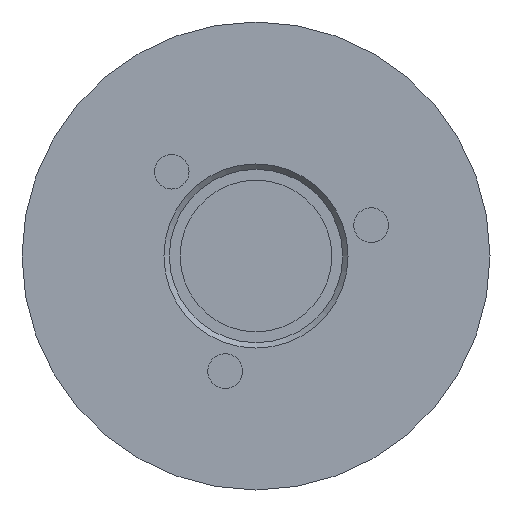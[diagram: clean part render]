
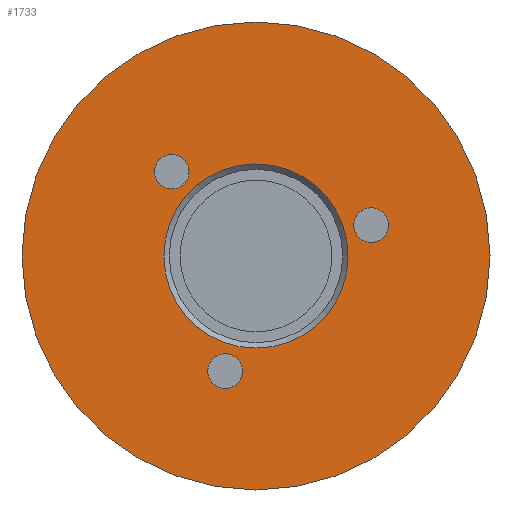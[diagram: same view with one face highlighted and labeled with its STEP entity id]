
A CAD part, left-side view. The second image highlights one B-rep face of the part: STEP entity #1733.
In plain terms, the highlighted planar face has unit normal (-1, 0, 0).
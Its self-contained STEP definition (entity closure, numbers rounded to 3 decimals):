
#288=FACE_BOUND('',#534,.T.);
#289=FACE_BOUND('',#535,.T.);
#290=FACE_BOUND('',#536,.T.);
#291=FACE_BOUND('',#537,.T.);
#388=FACE_OUTER_BOUND('',#533,.T.);
#533=EDGE_LOOP('',(#1219));
#534=EDGE_LOOP('',(#1220));
#535=EDGE_LOOP('',(#1221));
#536=EDGE_LOOP('',(#1222));
#537=EDGE_LOOP('',(#1223));
#702=CIRCLE('',#1841,1.6);
#706=CIRCLE('',#1848,1.6);
#710=CIRCLE('',#1855,1.6);
#724=CIRCLE('',#1886,8.5);
#726=CIRCLE('',#1890,21.6);
#794=VERTEX_POINT('',#2595);
#800=VERTEX_POINT('',#2637);
#806=VERTEX_POINT('',#2679);
#826=VERTEX_POINT('',#2878);
#828=VERTEX_POINT('',#2884);
#958=EDGE_CURVE('',#794,#794,#702,.T.);
#964=EDGE_CURVE('',#800,#800,#706,.T.);
#970=EDGE_CURVE('',#806,#806,#710,.T.);
#992=EDGE_CURVE('',#826,#826,#724,.T.);
#994=EDGE_CURVE('',#828,#828,#726,.T.);
#1219=ORIENTED_EDGE('',*,*,#994,.T.);
#1220=ORIENTED_EDGE('',*,*,#958,.T.);
#1221=ORIENTED_EDGE('',*,*,#964,.T.);
#1222=ORIENTED_EDGE('',*,*,#970,.T.);
#1223=ORIENTED_EDGE('',*,*,#992,.F.);
#1558=PLANE('',#1889);
#1733=ADVANCED_FACE('',(#388,#288,#289,#290,#291),#1558,.T.);
#1841=AXIS2_PLACEMENT_3D('',#2596,#2077,#2078);
#1848=AXIS2_PLACEMENT_3D('',#2638,#2091,#2092);
#1855=AXIS2_PLACEMENT_3D('',#2680,#2105,#2106);
#1886=AXIS2_PLACEMENT_3D('',#2879,#2167,#2168);
#1889=AXIS2_PLACEMENT_3D('',#2883,#2173,#2174);
#1890=AXIS2_PLACEMENT_3D('',#2885,#2175,#2176);
#2077=DIRECTION('center_axis',(1.,0.,0.));
#2078=DIRECTION('ref_axis',(0.,1.,0.));
#2091=DIRECTION('center_axis',(1.,0.,0.));
#2092=DIRECTION('ref_axis',(0.,1.,0.));
#2105=DIRECTION('center_axis',(1.,0.,0.));
#2106=DIRECTION('ref_axis',(0.,1.,0.));
#2167=DIRECTION('center_axis',(-1.,0.,0.));
#2168=DIRECTION('ref_axis',(0.,0.,
-1.));
#2173=DIRECTION('center_axis',(-1.,0.,0.));
#2174=DIRECTION('ref_axis',(0.,0.,1.));
#2175=DIRECTION('center_axis',(-1.,0.,0.));
#2176=DIRECTION('ref_axis',(0.,1.,0.));
#2595=CARTESIAN_POINT('',(-57.012,-0.927,-10.625));
#2596=CARTESIAN_POINT('Origin',(-57.012,0.673,-10.625));
#2637=CARTESIAN_POINT('',(-57.012,-14.399,2.847));
#2638=CARTESIAN_POINT('Origin',(-57.012,-12.799,2.847));
#2679=CARTESIAN_POINT('',(-57.012,4.004,7.778));
#2680=CARTESIAN_POINT('Origin',(-57.012,5.604,7.778));
#2878=CARTESIAN_POINT('',(-57.012,-2.174,8.5));
#2879=CARTESIAN_POINT('Origin',(-57.012,-2.174,0.));
#2883=CARTESIAN_POINT('Origin',(-57.012,-2.174,0.));
#2884=CARTESIAN_POINT('',(-57.012,-23.774,0.));
#2885=CARTESIAN_POINT('Origin',(-57.012,-2.174,0.));
